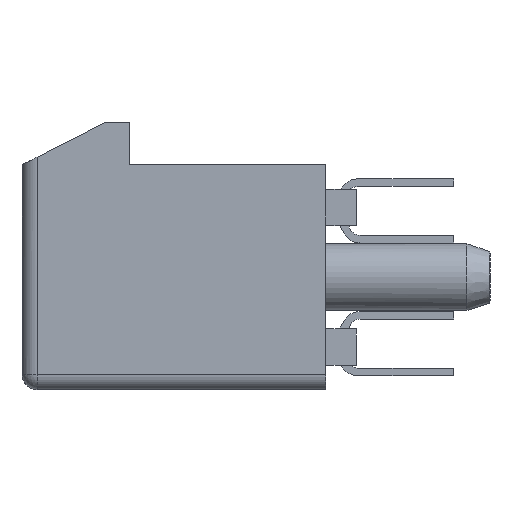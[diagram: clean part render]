
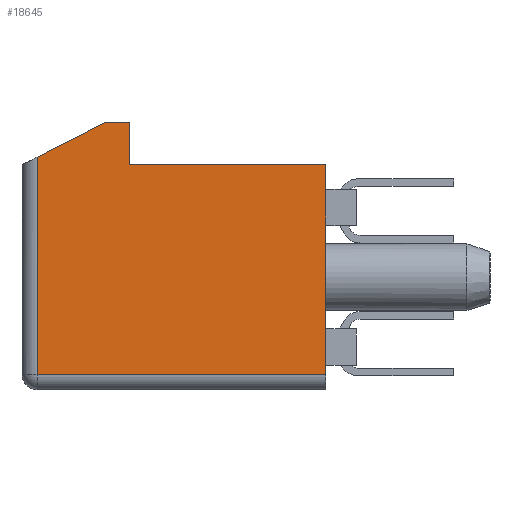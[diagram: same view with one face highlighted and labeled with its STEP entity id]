
A CAD part, left-side view. The second image highlights one B-rep face of the part: STEP entity #18645.
In plain terms, the highlighted planar face has unit normal (-1, 0, 0).
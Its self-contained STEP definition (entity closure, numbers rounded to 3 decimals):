
#246=DIRECTION('',(0.,1.,0.));
#247=VECTOR('',#246,9.5);
#248=CARTESIAN_POINT('',(-14.5,1.,-3.2));
#249=LINE('12677',#248,#247);
#250=DIRECTION('',(0.,-0.891,0.454));
#251=VECTOR('',#250,2.525);
#252=CARTESIAN_POINT('',(-14.5,10.5,3.955));
#253=LINE('13720',#252,#251);
#254=DIRECTION('',(0.,-1.,0.));
#255=VECTOR('',#254,0.8);
#256=CARTESIAN_POINT('',(-14.5,8.25,5.1));
#257=LINE('13721',#256,#255);
#258=DIRECTION('',(0.,0.,-1.));
#259=VECTOR('',#258,1.4);
#260=CARTESIAN_POINT('',(-14.5,7.45,5.1));
#261=LINE('13722',#260,#259);
#262=DIRECTION('',(0.,-1.,0.));
#263=VECTOR('',#262,6.45);
#264=CARTESIAN_POINT('',(-14.5,7.45,3.7));
#265=LINE('13679',#264,#263);
#266=DIRECTION('',(0.,0.,-1.));
#267=VECTOR('',#266,6.9);
#268=CARTESIAN_POINT('',(-14.5,1.,3.7));
#269=LINE('10916',#268,#267);
#270=DIRECTION('',(0.,0.,-1.));
#271=VECTOR('',#270,7.155);
#272=CARTESIAN_POINT('',(-14.5,10.5,3.955));
#273=LINE('13723',#272,#271);
#13921=CARTESIAN_POINT('',(-14.5,1.,3.7));
#13922=CARTESIAN_POINT('',(-14.5,1.,-3.2));
#13923=VERTEX_POINT('',#13921);
#13924=VERTEX_POINT('',#13922);
#16068=CARTESIAN_POINT('',(-14.5,10.5,-3.2));
#16069=VERTEX_POINT('',#16068);
#17468=CARTESIAN_POINT('',(-14.5,8.25,5.1));
#17469=VERTEX_POINT('',#17468);
#17498=CARTESIAN_POINT('',(-14.5,7.45,3.7));
#17499=VERTEX_POINT('',#17498);
#17522=CARTESIAN_POINT('',(-14.5,7.45,5.1));
#17523=VERTEX_POINT('',#17522);
#17524=CARTESIAN_POINT('',(-14.5,10.5,3.955));
#17525=VERTEX_POINT('',#17524);
#18627=CARTESIAN_POINT('',(-14.5,5.75,0.95));
#18628=DIRECTION('',(1.,0.,0.));
#18629=DIRECTION('',(0.,-1.,0.));
#18630=AXIS2_PLACEMENT_3D('',#18627,#18628,#18629);
#18631=PLANE('14788',#18630);
#18632=ORIENTED_EDGE('12677',*,*,#18321,.T.);
#18634=ORIENTED_EDGE('13723',*,*,#18633,.F.);
#18636=ORIENTED_EDGE('13720',*,*,#18635,.T.);
#18638=ORIENTED_EDGE('13721',*,*,#18637,.T.);
#18640=ORIENTED_EDGE('13722',*,*,#18639,.T.);
#18641=ORIENTED_EDGE('13679',*,*,#18512,.T.);
#18642=ORIENTED_EDGE('10916',*,*,#17587,.T.);
#18643=EDGE_LOOP('14788',(#18632,#18634,#18636,#18638,#18640,#18641,#18642));
#18644=FACE_OUTER_BOUND('14788',#18643,.F.);
#18645=ADVANCED_FACE('14788',(#18644),#18631,.F.);
#17587=EDGE_CURVE('10916',#13923,#13924,#269,.T.);
#18321=EDGE_CURVE('12677',#13924,#16069,#249,.T.);
#18512=EDGE_CURVE('13679',#17499,#13923,#265,.T.);
#18633=EDGE_CURVE('13723',#17525,#16069,#273,.T.);
#18635=EDGE_CURVE('13720',#17525,#17469,#253,.T.);
#18637=EDGE_CURVE('13721',#17469,#17523,#257,.T.);
#18639=EDGE_CURVE('13722',#17523,#17499,#261,.T.);
